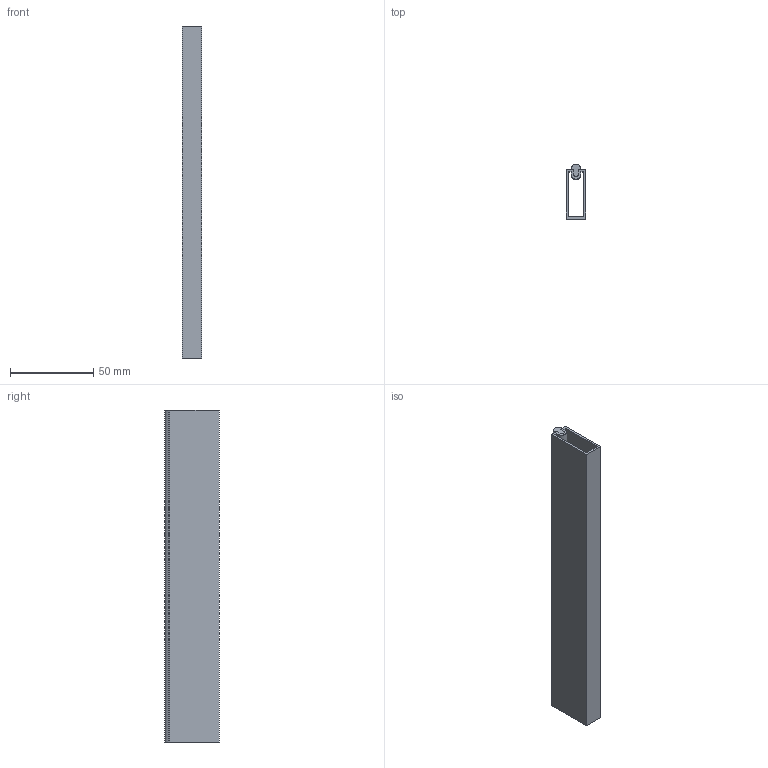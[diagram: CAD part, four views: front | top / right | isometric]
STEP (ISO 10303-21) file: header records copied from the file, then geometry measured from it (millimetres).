
FILE_DESCRIPTION(/* description */ (''),/* implementation_level */ '2;1');
FILE_NAME(/* name */ 'WG-RRPS300.stp',/* time_stamp */ '2019-12-10T10:07:57+01:00',/* author */ ('tomaszw'),/* organization */ (''),/* preprocessor_version */ 'ST-DEVELOPER v17.2',/* originating_system */ 'Autodesk Inventor 2019',/* authorisation */ '');
FILE_SCHEMA (('AUTOMOTIVE_DESIGN { 1 0 10303 214 3 1 1 }'));
Length unit declared in the file: millimetre
Products named in the file (3): płaskownik; Solid1; Solid2
Assembly tree (2 placements, depth 2):
  płaskownik
    Solid1
    Solid2
Bounding box: 12 x 33 x 200 mm (x, y, z)
Volume: 29289.8 mm3; surface area: 39051.5 mm2
Topology: 2 solids, 2 shells, 28 faces, 72 edges, 48 vertices
Faces by surface type: plane 22, cylinder 6
Entity records: 966 total; most frequent: CARTESIAN_POINT 153, DIRECTION 150, ORIENTED_EDGE 144, EDGE_CURVE 72, LINE 60, VECTOR 60, VERTEX_POINT 48, AXIS2_PLACEMENT_3D 45
